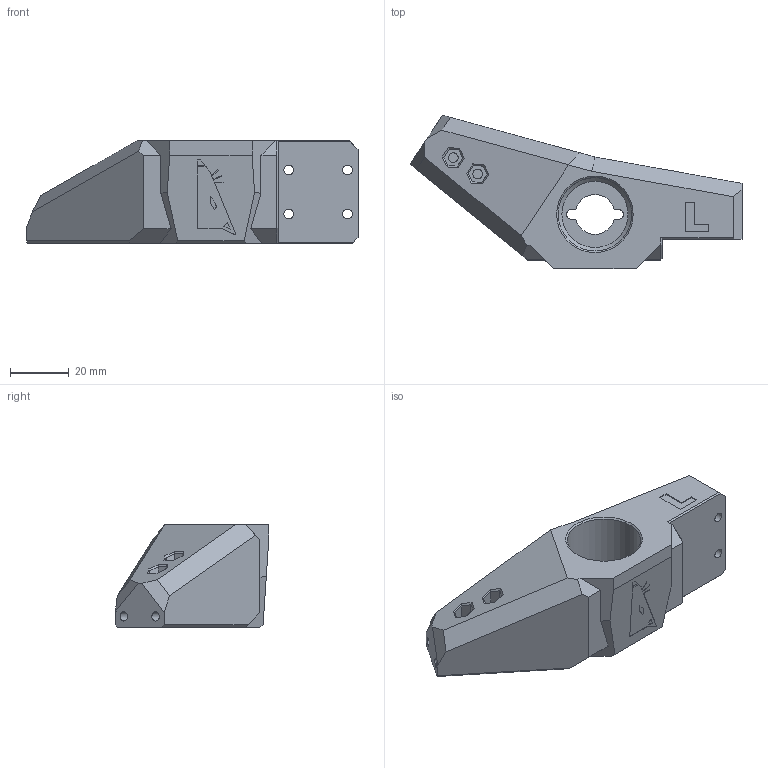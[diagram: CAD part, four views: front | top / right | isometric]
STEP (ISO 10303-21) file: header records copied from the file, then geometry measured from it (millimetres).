
FILE_DESCRIPTION(/* description */ (''),/* implementation_level */ '2;1');
FILE_NAME(/* name */ 'bed_arm_left_3.1.step',/* time_stamp */ '2022-06-06T13:17:36+01:00',/* author */ (''),/* organization */ (''),/* preprocessor_version */ 'ST-DEVELOPER v19',/* originating_system */ 'Autodesk Translation Framework v11.7.0.108',/* authorisation */ '');
FILE_SCHEMA (('AUTOMOTIVE_DESIGN { 1 0 10303 214 3 1 1 }'));
Length unit declared in the file: millimetre
Products named in the file (1): bed_arm_left_3.1
Bounding box: 112.86 x 52.2 x 35 mm (x, y, z)
Volume: 83470.5 mm3; surface area: 18838.3 mm2
Topology: 1 solids, 1 shells, 164 faces, 425 edges, 276 vertices
Faces by surface type: plane 139, cylinder 18, bspline 5, cone 2
Full cylindrical faces by diameter (mm): 3.3 x6, 5.6 x4, 22.5 x1, 25 x1
Entity records: 5174 total; most frequent: CARTESIAN_POINT 1107, ORIENTED_EDGE 850, DIRECTION 772, EDGE_CURVE 425, LINE 378, VECTOR 378, VERTEX_POINT 276, AXIS2_PLACEMENT_3D 197
